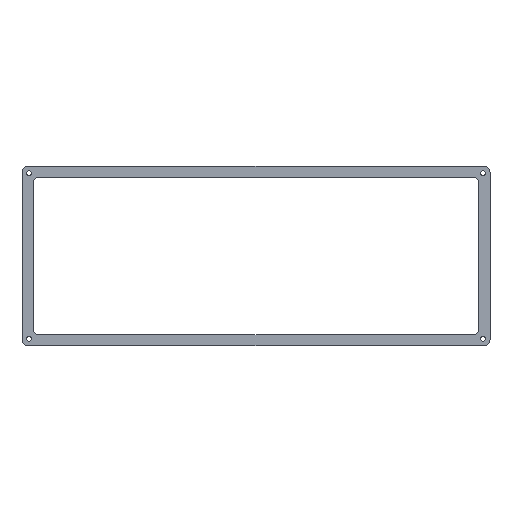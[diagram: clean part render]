
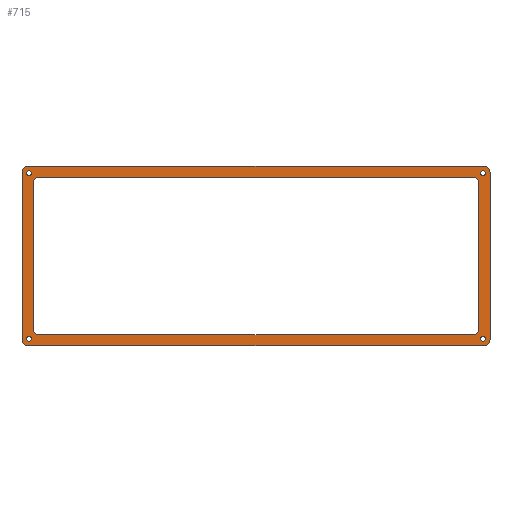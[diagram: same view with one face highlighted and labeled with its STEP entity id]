
A CAD part, top view. The second image highlights one B-rep face of the part: STEP entity #715.
In plain terms, the highlighted planar face has unit normal (0, 0, 1).
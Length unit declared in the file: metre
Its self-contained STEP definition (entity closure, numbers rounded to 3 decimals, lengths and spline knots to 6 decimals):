
#18=PLANE('',#776);
#46=LINE('',#1101,#116);
#53=LINE('',#1120,#123);
#64=LINE('',#1144,#134);
#65=LINE('',#1148,#135);
#66=LINE('',#1155,#136);
#67=LINE('',#1160,#137);
#68=LINE('',#1164,#138);
#69=LINE('',#1168,#139);
#116=VECTOR('',#877,1.);
#123=VECTOR('',#890,1.);
#134=VECTOR('',#909,1.);
#135=VECTOR('',#912,1.);
#136=VECTOR('',#923,1.);
#137=VECTOR('',#926,1.);
#138=VECTOR('',#929,1.);
#139=VECTOR('',#932,1.);
#220=ORIENTED_EDGE('',*,*,#416,.F.);
#221=ORIENTED_EDGE('',*,*,#427,.T.);
#222=ORIENTED_EDGE('',*,*,#428,.T.);
#223=ORIENTED_EDGE('',*,*,#429,.T.);
#224=ORIENTED_EDGE('',*,*,#430,.T.);
#225=ORIENTED_EDGE('',*,*,#431,.T.);
#226=ORIENTED_EDGE('',*,*,#407,.F.);
#227=ORIENTED_EDGE('',*,*,#432,.T.);
#228=ORIENTED_EDGE('',*,*,#389,.T.);
#229=ORIENTED_EDGE('',*,*,#433,.T.);
#230=ORIENTED_EDGE('',*,*,#434,.F.);
#231=ORIENTED_EDGE('',*,*,#393,.F.);
#232=ORIENTED_EDGE('',*,*,#435,.F.);
#233=ORIENTED_EDGE('',*,*,#397,.F.);
#234=ORIENTED_EDGE('',*,*,#436,.F.);
#235=ORIENTED_EDGE('',*,*,#437,.T.);
#236=ORIENTED_EDGE('',*,*,#438,.F.);
#237=ORIENTED_EDGE('',*,*,#439,.T.);
#238=ORIENTED_EDGE('',*,*,#440,.T.);
#239=ORIENTED_EDGE('',*,*,#441,.T.);
#240=ORIENTED_EDGE('',*,*,#442,.T.);
#241=ORIENTED_EDGE('',*,*,#443,.T.);
#242=ORIENTED_EDGE('',*,*,#385,.T.);
#243=ORIENTED_EDGE('',*,*,#444,.T.);
#385=EDGE_CURVE('',#492,#491,#560,.T.);
#389=EDGE_CURVE('',#496,#495,#562,.T.);
#393=EDGE_CURVE('',#499,#500,#564,.T.);
#397=EDGE_CURVE('',#503,#504,#566,.T.);
#407=EDGE_CURVE('',#512,#513,#46,.T.);
#416=EDGE_CURVE('',#520,#521,#53,.T.);
#427=EDGE_CURVE('',#520,#529,#570,.F.);
#428=EDGE_CURVE('',#529,#530,#64,.T.);
#429=EDGE_CURVE('',#530,#531,#571,.F.);
#430=EDGE_CURVE('',#531,#532,#65,.T.);
#431=EDGE_CURVE('',#532,#513,#572,.F.);
#432=EDGE_CURVE('',#512,#521,#573,.F.);
#433=EDGE_CURVE('',#495,#496,#574,.T.);
#434=EDGE_CURVE('',#500,#499,#575,.T.);
#435=EDGE_CURVE('',#504,#503,#576,.T.);
#436=EDGE_CURVE('',#533,#534,#66,.T.);
#437=EDGE_CURVE('',#533,#535,#577,.T.);
#438=EDGE_CURVE('',#536,#535,#67,.T.);
#439=EDGE_CURVE('',#536,#537,#578,.T.);
#440=EDGE_CURVE('',#537,#538,#68,.T.);
#441=EDGE_CURVE('',#538,#539,#579,.T.);
#442=EDGE_CURVE('',#539,#540,#69,.T.);
#443=EDGE_CURVE('',#540,#534,#580,.T.);
#444=EDGE_CURVE('',#491,#492,#581,.T.);
#491=VERTEX_POINT('',#1052);
#492=VERTEX_POINT('',#1054);
#495=VERTEX_POINT('',#1061);
#496=VERTEX_POINT('',#1063);
#499=VERTEX_POINT('',#1070);
#500=VERTEX_POINT('',#1072);
#503=VERTEX_POINT('',#1079);
#504=VERTEX_POINT('',#1081);
#512=VERTEX_POINT('',#1102);
#513=VERTEX_POINT('',#1103);
#520=VERTEX_POINT('',#1119);
#521=VERTEX_POINT('',#1121);
#529=VERTEX_POINT('',#1143);
#530=VERTEX_POINT('',#1145);
#531=VERTEX_POINT('',#1147);
#532=VERTEX_POINT('',#1149);
#533=VERTEX_POINT('',#1156);
#534=VERTEX_POINT('',#1157);
#535=VERTEX_POINT('',#1159);
#536=VERTEX_POINT('',#1161);
#537=VERTEX_POINT('',#1163);
#538=VERTEX_POINT('',#1165);
#539=VERTEX_POINT('',#1167);
#540=VERTEX_POINT('',#1169);
#560=CIRCLE('',#757,0.0022);
#562=CIRCLE('',#760,0.0022);
#564=CIRCLE('',#763,0.0022);
#566=CIRCLE('',#766,0.0022);
#570=CIRCLE('',#777,0.005);
#571=CIRCLE('',#778,0.005);
#572=CIRCLE('',#779,0.005);
#573=CIRCLE('',#780,0.005);
#574=CIRCLE('',#781,0.0022);
#575=CIRCLE('',#782,0.0022);
#576=CIRCLE('',#783,0.0022);
#577=CIRCLE('',#784,0.005);
#578=CIRCLE('',#785,0.005);
#579=CIRCLE('',#786,0.005);
#580=CIRCLE('',#787,0.005);
#581=CIRCLE('',#788,0.0022);
#605=EDGE_LOOP('',(#220,#221,#222,#223,#224,#225,#226,#227));
#606=EDGE_LOOP('',(#228,#229));
#607=EDGE_LOOP('',(#230,#231));
#608=EDGE_LOOP('',(#232,#233));
#609=EDGE_LOOP('',(#234,#235,#236,#237,#238,#239,#240,#241));
#610=EDGE_LOOP('',(#242,#243));
#651=FACE_BOUND('',#605,.T.);
#652=FACE_BOUND('',#606,.T.);
#653=FACE_BOUND('',#607,.T.);
#654=FACE_BOUND('',#608,.T.);
#655=FACE_BOUND('',#609,.T.);
#656=FACE_BOUND('',#610,.T.);
#715=ADVANCED_FACE('',(#651,#652,#653,#654,#655,#656),#18,.T.);
#757=AXIS2_PLACEMENT_3D('',#1053,#835,#836);
#760=AXIS2_PLACEMENT_3D('',#1062,#843,#844);
#763=AXIS2_PLACEMENT_3D('',#1071,#851,#852);
#766=AXIS2_PLACEMENT_3D('',#1080,#859,#860);
#776=AXIS2_PLACEMENT_3D('',#1141,#905,#906);
#777=AXIS2_PLACEMENT_3D('',#1142,#907,#908);
#778=AXIS2_PLACEMENT_3D('',#1146,#910,#911);
#779=AXIS2_PLACEMENT_3D('',#1150,#913,#914);
#780=AXIS2_PLACEMENT_3D('',#1151,#915,#916);
#781=AXIS2_PLACEMENT_3D('',#1152,#917,#918);
#782=AXIS2_PLACEMENT_3D('',#1153,#919,#920);
#783=AXIS2_PLACEMENT_3D('',#1154,#921,#922);
#784=AXIS2_PLACEMENT_3D('',#1158,#924,#925);
#785=AXIS2_PLACEMENT_3D('',#1162,#927,#928);
#786=AXIS2_PLACEMENT_3D('',#1166,#930,#931);
#787=AXIS2_PLACEMENT_3D('',#1170,#933,#934);
#788=AXIS2_PLACEMENT_3D('',#1171,#935,#936);
#835=DIRECTION('',(0.,0.,-1.));
#836=DIRECTION('',(1.,0.,0.));
#843=DIRECTION('',(0.,0.,-1.));
#844=DIRECTION('',(1.,0.,0.));
#851=DIRECTION('',(0.,0.,1.));
#852=DIRECTION('',(1.,0.,0.));
#859=DIRECTION('',(0.,0.,1.));
#860=DIRECTION('',(1.,0.,0.));
#877=DIRECTION('',(-1.,0.,0.));
#890=DIRECTION('',(0.,1.,0.));
#905=DIRECTION('',(0.,0.,1.));
#906=DIRECTION('',(1.,0.,0.));
#907=DIRECTION('',(0.,0.,1.));
#908=DIRECTION('',(1.,0.,0.));
#909=DIRECTION('',(-1.,0.,0.));
#910=DIRECTION('',(0.,0.,1.));
#911=DIRECTION('',(1.,0.,0.));
#912=DIRECTION('',(0.,1.,0.));
#913=DIRECTION('',(0.,0.,1.));
#914=DIRECTION('',(1.,0.,0.));
#915=DIRECTION('',(0.,0.,1.));
#916=DIRECTION('',(1.,0.,0.));
#917=DIRECTION('',(0.,0.,-1.));
#918=DIRECTION('',(1.,0.,0.));
#919=DIRECTION('',(0.,0.,1.));
#920=DIRECTION('',(1.,0.,0.));
#921=DIRECTION('',(0.,0.,1.));
#922=DIRECTION('',(1.,0.,0.));
#923=DIRECTION('',(0.,1.,0.));
#924=DIRECTION('',(0.,0.,1.));
#925=DIRECTION('',(1.,0.,0.));
#926=DIRECTION('',(-1.,0.,0.));
#927=DIRECTION('',(0.,0.,1.));
#928=DIRECTION('',(1.,0.,0.));
#929=DIRECTION('',(0.,1.,0.));
#930=DIRECTION('',(0.,0.,1.));
#931=DIRECTION('',(1.,0.,0.));
#932=DIRECTION('',(-1.,0.,0.));
#933=DIRECTION('',(0.,0.,1.));
#934=DIRECTION('',(1.,0.,0.));
#935=DIRECTION('',(0.,0.,-1.));
#936=DIRECTION('',(1.,0.,0.));
#1052=CARTESIAN_POINT('',(0.1928,0.071,0.01));
#1053=CARTESIAN_POINT('',(0.195,0.071,0.01));
#1054=CARTESIAN_POINT('',(0.1972,0.071,0.01));
#1061=CARTESIAN_POINT('',(0.1928,-0.071,0.01));
#1062=CARTESIAN_POINT('',(0.195,-0.071,0.01));
#1063=CARTESIAN_POINT('',(0.1972,-0.071,0.01));
#1070=CARTESIAN_POINT('',(-0.1972,-0.071,0.01));
#1071=CARTESIAN_POINT('',(-0.195,-0.071,0.01));
#1072=CARTESIAN_POINT('',(-0.1928,-0.071,0.01));
#1079=CARTESIAN_POINT('',(-0.1972,0.071,0.01));
#1080=CARTESIAN_POINT('',(-0.195,0.071,0.01));
#1081=CARTESIAN_POINT('',(-0.1928,0.071,0.01));
#1101=CARTESIAN_POINT('',(0.,0.0675,0.01));
#1102=CARTESIAN_POINT('',(0.1865,0.0675,0.01));
#1103=CARTESIAN_POINT('',(-0.1865,0.0675,0.01));
#1119=CARTESIAN_POINT('',(0.1915,-0.0625,0.01));
#1120=CARTESIAN_POINT('',(0.1915,0.,0.01));
#1121=CARTESIAN_POINT('',(0.1915,0.0625,0.01));
#1141=CARTESIAN_POINT('',(0.,0.,0.01));
#1142=CARTESIAN_POINT('',(0.1865,-0.0625,0.01));
#1143=CARTESIAN_POINT('',(0.1865,-0.0675,0.01));
#1144=CARTESIAN_POINT('',(0.,-0.0675,0.01));
#1145=CARTESIAN_POINT('',(-0.1865,-0.0675,0.01));
#1146=CARTESIAN_POINT('',(-0.1865,-0.0625,0.01));
#1147=CARTESIAN_POINT('',(-0.1915,-0.0625,0.01));
#1148=CARTESIAN_POINT('',(-0.1915,0.,0.01));
#1149=CARTESIAN_POINT('',(-0.1915,0.0625,0.01));
#1150=CARTESIAN_POINT('',(-0.1865,0.0625,0.01));
#1151=CARTESIAN_POINT('',(0.1865,0.0625,0.01));
#1152=CARTESIAN_POINT('',(0.195,-0.071,0.01));
#1153=CARTESIAN_POINT('',(-0.195,-0.071,0.01));
#1154=CARTESIAN_POINT('',(-0.195,0.071,0.01));
#1155=CARTESIAN_POINT('',(-0.201,0.,0.01));
#1156=CARTESIAN_POINT('',(-0.201,-0.072,0.01));
#1157=CARTESIAN_POINT('',(-0.201,0.072,0.01));
#1158=CARTESIAN_POINT('',(-0.196,-0.072,0.01));
#1159=CARTESIAN_POINT('',(-0.196,-0.077,0.01));
#1160=CARTESIAN_POINT('',(0.,-0.077,0.01));
#1161=CARTESIAN_POINT('',(0.196,-0.077,0.01));
#1162=CARTESIAN_POINT('',(0.196,-0.072,0.01));
#1163=CARTESIAN_POINT('',(0.201,-0.072,0.01));
#1164=CARTESIAN_POINT('',(0.201,0.,0.01));
#1165=CARTESIAN_POINT('',(0.201,0.072,0.01));
#1166=CARTESIAN_POINT('',(0.196,0.072,0.01));
#1167=CARTESIAN_POINT('',(0.196,0.077,0.01));
#1168=CARTESIAN_POINT('',(0.,0.077,0.01));
#1169=CARTESIAN_POINT('',(-0.196,0.077,0.01));
#1170=CARTESIAN_POINT('',(-0.196,0.072,0.01));
#1171=CARTESIAN_POINT('',(0.195,0.071,0.01));
